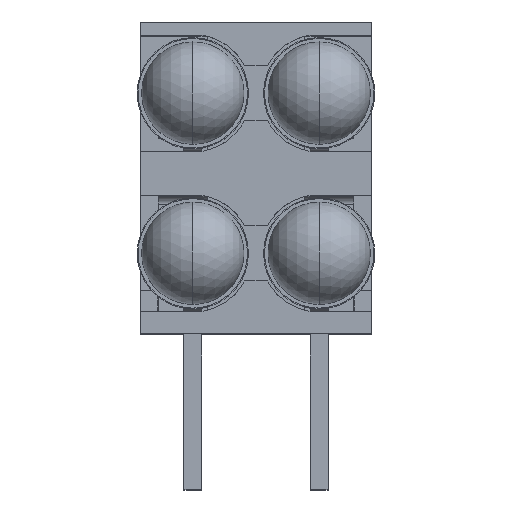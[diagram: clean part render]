
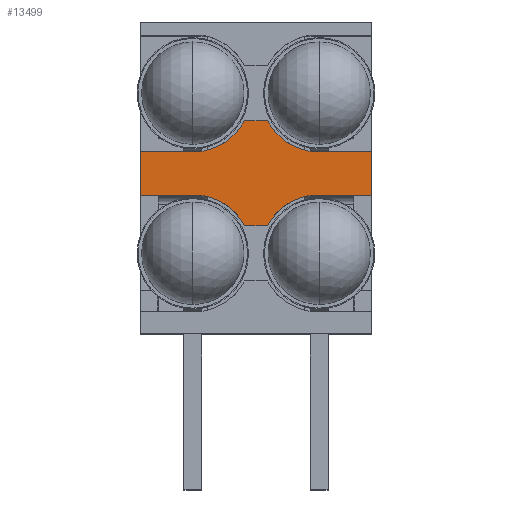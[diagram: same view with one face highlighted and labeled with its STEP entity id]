
A CAD part, top view. The second image highlights one B-rep face of the part: STEP entity #13499.
In plain terms, the highlighted planar face has unit normal (0, 0, 1).
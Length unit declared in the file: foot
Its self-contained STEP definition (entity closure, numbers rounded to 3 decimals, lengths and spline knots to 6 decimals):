
#342 = VECTOR ( 'NONE', #8730, 3.28084 ) ;
#559 = VERTEX_POINT ( 'NONE', #7887 ) ;
#611 = CARTESIAN_POINT ( 'NONE',  ( 0.010833, -0.001667, 0.024167 ) ) ;
#777 = ORIENTED_EDGE ( 'NONE', *, *, #13081, .F. ) ;
#813 = DIRECTION ( 'NONE',  ( -1., 0., 0. ) ) ;
#892 = CARTESIAN_POINT ( 'NONE',  ( 0., 0.005333, 0.024167 ) ) ;
#893 = LINE ( 'NONE', #892, #6507 ) ;
#997 = EDGE_LOOP ( 'NONE', ( #12793, #8828, #6382, #14020, #14070, #14400, #4513, #4218, #777, #11315, #5361, #9807 ) ) ;
#1161 = DIRECTION ( 'NONE',  ( 1., 0., 0. ) ) ;
#1345 = VERTEX_POINT ( 'NONE', #2381 ) ;
#1537 = VERTEX_POINT ( 'NONE', #8243 ) ;
#1823 = LINE ( 'NONE', #4774, #8200 ) ;
#2022 = CARTESIAN_POINT ( 'NONE',  ( 0.005417, 0.014583, 0.024167 ) ) ;
#2056 = EDGE_CURVE ( 'NONE', #2644, #14611, #13124, .T. ) ;
#2381 = CARTESIAN_POINT ( 'NONE',  ( 0.006478, 0.005333, 0.024167 ) ) ;
#2644 = VERTEX_POINT ( 'NONE', #6168 ) ;
#2675 = CARTESIAN_POINT ( 'NONE',  ( 0.011333, 0.007917, 0.024167 ) ) ;
#2789 = EDGE_CURVE ( 'NONE', #1537, #559, #13983, .T. ) ;
#2965 = VECTOR ( 'NONE', #813, 3.28084 ) ;
#3054 = CARTESIAN_POINT ( 'NONE',  ( 0.004356, 0.005333, 0.024167 ) ) ;
#3195 = PLANE ( 'NONE',  #13622 ) ;
#3249 = DIRECTION ( 'NONE',  ( 0., 0., -1. ) ) ;
#3636 = VERTEX_POINT ( 'NONE', #3054 ) ;
#3880 = DIRECTION ( 'NONE',  ( -1., 0., 0. ) ) ;
#4218 = ORIENTED_EDGE ( 'NONE', *, *, #14883, .F. ) ;
#4423 = EDGE_CURVE ( 'NONE', #14076, #14796, #6122, .T. ) ;
#4513 = ORIENTED_EDGE ( 'NONE', *, *, #12920, .T. ) ;
#4774 = CARTESIAN_POINT ( 'NONE',  ( 0., 0.0025, 0.024167 ) ) ;
#4838 = VECTOR ( 'NONE', #7919, 3.28084 ) ;
#4917 = DIRECTION ( 'NONE',  ( -1., 0., 0. ) ) ;
#4938 = CARTESIAN_POINT ( 'NONE',  ( 0.011333, -0.007083, 0.024167 ) ) ;
#4963 = CARTESIAN_POINT ( 'NONE',  ( 0., -0.001667, 0.024167 ) ) ;
#5197 = CARTESIAN_POINT ( 'NONE',  ( -0.0005, 0.007917, 0.024167 ) ) ;
#5327 = CARTESIAN_POINT ( 'NONE',  ( -0.0005, -0.007083, 0.024167 ) ) ;
#5361 = ORIENTED_EDGE ( 'NONE', *, *, #7596, .F. ) ;
#5799 = AXIS2_PLACEMENT_3D ( 'NONE', #4938, #13314, #6124 ) ;
#5943 = VERTEX_POINT ( 'NONE', #9214 ) ;
#6122 = LINE ( 'NONE', #6777, #2965 ) ;
#6124 = DIRECTION ( 'NONE',  ( -1., 0., 0. ) ) ;
#6168 = CARTESIAN_POINT ( 'NONE',  ( -0.005417, 0.0025, 0.024167 ) ) ;
#6382 = ORIENTED_EDGE ( 'NONE', *, *, #9059, .T. ) ;
#6417 = DIRECTION ( 'NONE',  ( 1., 0., 0. ) ) ;
#6430 = CARTESIAN_POINT ( 'NONE',  ( 0.006478, -0.0045, 0.024167 ) ) ;
#6493 = CIRCLE ( 'NONE', #9145, 0.0055 ) ;
#6507 = VECTOR ( 'NONE', #12910, 3.28084 ) ;
#6538 = DIRECTION ( 'NONE',  ( 1., 0., 0. ) ) ;
#6710 = CARTESIAN_POINT ( 'NONE',  ( 0., -0.0045, 0.024167 ) ) ;
#6777 = CARTESIAN_POINT ( 'NONE',  ( 0.010833, 0.0025, 0.024167 ) ) ;
#6818 = VECTOR ( 'NONE', #4917, 3.28084 ) ;
#7008 = CARTESIAN_POINT ( 'NONE',  ( 0.01625, 0.0025, 0.024167 ) ) ;
#7488 = AXIS2_PLACEMENT_3D ( 'NONE', #2675, #11051, #3880 ) ;
#7496 = CARTESIAN_POINT ( 'NONE',  ( 0.01625, 0.014583, 0.024167 ) ) ;
#7596 = EDGE_CURVE ( 'NONE', #559, #14611, #13203, .T. ) ;
#7887 = CARTESIAN_POINT ( 'NONE',  ( 0.000454, -0.001667, 0.024167 ) ) ;
#7919 = DIRECTION ( 'NONE',  ( -1., 0., 0. ) ) ;
#8022 = LINE ( 'NONE', #6710, #4838 ) ;
#8200 = VECTOR ( 'NONE', #1161, 3.28084 ) ;
#8243 = CARTESIAN_POINT ( 'NONE',  ( 0.004356, -0.0045, 0.024167 ) ) ;
#8365 = CARTESIAN_POINT ( 'NONE',  ( 0.01038, 0.0025, 0.024167 ) ) ;
#8730 = DIRECTION ( 'NONE',  ( 0., -1., 0. ) ) ;
#8828 = ORIENTED_EDGE ( 'NONE', *, *, #15477, .T. ) ;
#9011 = CARTESIAN_POINT ( 'NONE',  ( -0.005417, 0.014583, 0.024167 ) ) ;
#9059 = EDGE_CURVE ( 'NONE', #5943, #13557, #9586, .T. ) ;
#9145 = AXIS2_PLACEMENT_3D ( 'NONE', #5197, #13598, #6417 ) ;
#9209 = VECTOR ( 'NONE', #12638, 3.28084 ) ;
#9214 = CARTESIAN_POINT ( 'NONE',  ( 0.01038, -0.001667, 0.024167 ) ) ;
#9586 = LINE ( 'NONE', #611, #9209 ) ;
#9807 = ORIENTED_EDGE ( 'NONE', *, *, #2789, .F. ) ;
#9886 = LINE ( 'NONE', #7496, #342 ) ;
#9932 = VECTOR ( 'NONE', #11404, 3.28084 ) ;
#10057 = CIRCLE ( 'NONE', #7488, 0.0055 ) ;
#10690 = AXIS2_PLACEMENT_3D ( 'NONE', #5327, #13724, #6538 ) ;
#11051 = DIRECTION ( 'NONE',  ( 0., 0., -1. ) ) ;
#11315 = ORIENTED_EDGE ( 'NONE', *, *, #2056, .T. ) ;
#11404 = DIRECTION ( 'NONE',  ( 0., -1., 0. ) ) ;
#11569 = CARTESIAN_POINT ( 'NONE',  ( -0.005417, -0.001667, 0.024167 ) ) ;
#11627 = DIRECTION ( 'NONE',  ( -1., 0., 0. ) ) ;
#12456 = VERTEX_POINT ( 'NONE', #14406 ) ;
#12522 = FACE_OUTER_BOUND ( 'NONE', #997, .T. ) ;
#12604 = EDGE_CURVE ( 'NONE', #14076, #13557, #9886, .T. ) ;
#12638 = DIRECTION ( 'NONE',  ( 1., 0., 0. ) ) ;
#12793 = ORIENTED_EDGE ( 'NONE', *, *, #12807, .F. ) ;
#12807 = EDGE_CURVE ( 'NONE', #14386, #1537, #8022, .T. ) ;
#12872 = CIRCLE ( 'NONE', #5799, 0.0055 ) ;
#12910 = DIRECTION ( 'NONE',  ( -1., 0., 0. ) ) ;
#12920 = EDGE_CURVE ( 'NONE', #1345, #3636, #893, .T. ) ;
#13081 = EDGE_CURVE ( 'NONE', #2644, #12456, #1823, .T. ) ;
#13124 = LINE ( 'NONE', #9011, #9932 ) ;
#13192 = EDGE_CURVE ( 'NONE', #14796, #1345, #10057, .T. ) ;
#13203 = LINE ( 'NONE', #4963, #6818 ) ;
#13314 = DIRECTION ( 'NONE',  ( 0., 0., -1. ) ) ;
#13499 = ADVANCED_FACE ( 'NONE', ( #12522 ), #3195, .F. ) ;
#13557 = VERTEX_POINT ( 'NONE', #15532 ) ;
#13598 = DIRECTION ( 'NONE',  ( 0., 0., 1. ) ) ;
#13622 = AXIS2_PLACEMENT_3D ( 'NONE', #2022, #3249, #11627 ) ;
#13724 = DIRECTION ( 'NONE',  ( 0., 0., 1. ) ) ;
#13983 = CIRCLE ( 'NONE', #10690, 0.0055 ) ;
#14020 = ORIENTED_EDGE ( 'NONE', *, *, #12604, .F. ) ;
#14070 = ORIENTED_EDGE ( 'NONE', *, *, #4423, .T. ) ;
#14076 = VERTEX_POINT ( 'NONE', #7008 ) ;
#14386 = VERTEX_POINT ( 'NONE', #6430 ) ;
#14400 = ORIENTED_EDGE ( 'NONE', *, *, #13192, .T. ) ;
#14406 = CARTESIAN_POINT ( 'NONE',  ( 0.000454, 0.0025, 0.024167 ) ) ;
#14611 = VERTEX_POINT ( 'NONE', #11569 ) ;
#14796 = VERTEX_POINT ( 'NONE', #8365 ) ;
#14883 = EDGE_CURVE ( 'NONE', #12456, #3636, #6493, .T. ) ;
#15477 = EDGE_CURVE ( 'NONE', #14386, #5943, #12872, .T. ) ;
#15532 = CARTESIAN_POINT ( 'NONE',  ( 0.01625, -0.001667, 0.024167 ) ) ;
